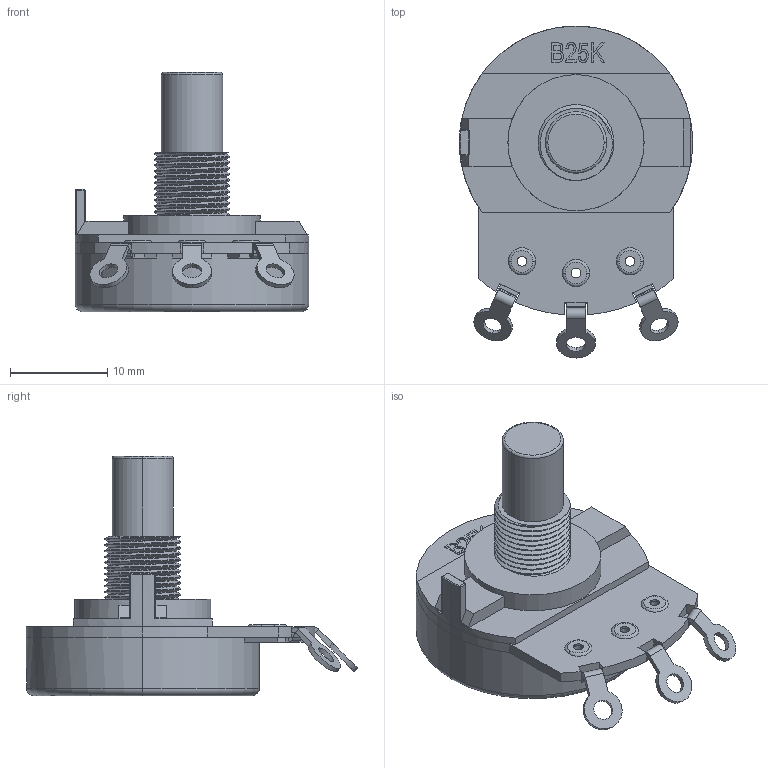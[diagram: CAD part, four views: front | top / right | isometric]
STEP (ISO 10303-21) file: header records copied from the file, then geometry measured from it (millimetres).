
FILE_DESCRIPTION (( 'STEP AP214' ), '1' );
FILE_NAME ('Potentiometer-ALPHA-B25K.STEP', '2023-08-30T09:30:35', ( '' ), ( '' ), 'SwSTEP 2.0', 'SolidWorks 2023', '' );
FILE_SCHEMA (( 'AUTOMOTIVE_DESIGN' ));
Length unit declared in the file: millimetre
Products named in the file (1): Potentiometer-ALPHA-B25K
Bounding box: 24 x 34.13 x 24.6 mm (x, y, z)
Volume: 4538.2 mm3; surface area: 4137.9 mm2
Topology: 9 solids, 9 shells, 379 faces, 944 edges, 593 vertices
Faces by surface type: plane 211, cylinder 98, bspline 43, torus 21, sphere 6
Entity records: 14374 total; most frequent: CARTESIAN_POINT 5532, ORIENTED_EDGE 1876, DIRECTION 1686, EDGE_CURVE 938, VECTOR 594, LINE 594, VERTEX_POINT 593, AXIS2_PLACEMENT_3D 546
